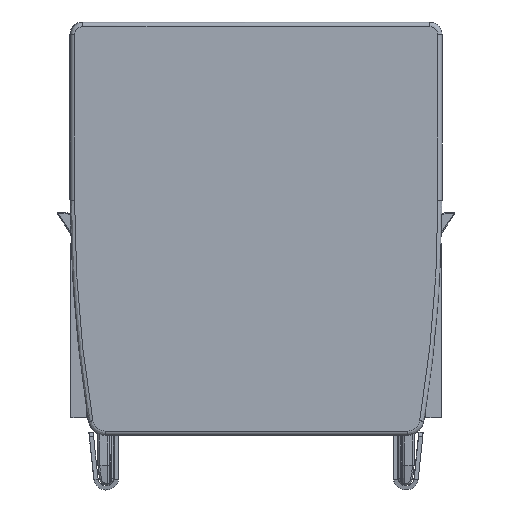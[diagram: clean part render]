
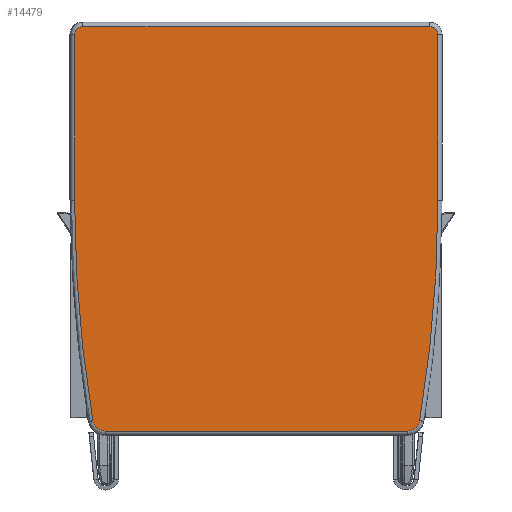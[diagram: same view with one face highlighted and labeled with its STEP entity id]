
A CAD part, left-side view. The second image highlights one B-rep face of the part: STEP entity #14479.
In plain terms, the highlighted planar face has unit normal (-1, -0.004, -0.003).
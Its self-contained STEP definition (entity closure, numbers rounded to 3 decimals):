
#1181=FACE_OUTER_BOUND('',#2026,.T.);
#2026=EDGE_LOOP('',(#11308,#11309,#11310,#11311,#11312,#11313,#11314,#11315,
#11316,#11317));
#2521=CIRCLE('',#15279,163.279);
#2523=CIRCLE('',#15282,1.501);
#2524=CIRCLE('',#15284,1.501);
#2525=CIRCLE('',#15285,163.279);
#2549=CIRCLE('',#15419,1.);
#2550=CIRCLE('',#15420,1.);
#3994=LINE('',#24864,#5009);
#4118=LINE('',#27268,#5133);
#4126=LINE('',#27290,#5141);
#4127=LINE('',#27293,#5142);
#5009=VECTOR('',#17415,1.);
#5133=VECTOR('',#17797,1.);
#5141=VECTOR('',#17817,1.);
#5142=VECTOR('',#17820,1.);
#6130=VERTEX_POINT('',#24818);
#6131=VERTEX_POINT('',#24825);
#6136=VERTEX_POINT('',#24854);
#6137=VERTEX_POINT('',#24863);
#6138=VERTEX_POINT('',#24880);
#6139=VERTEX_POINT('',#24897);
#6274=VERTEX_POINT('',#27261);
#6281=VERTEX_POINT('',#27288);
#6282=VERTEX_POINT('',#27289);
#6283=VERTEX_POINT('',#27291);
#7762=EDGE_CURVE('',#6130,#6131,#2521,.T.);
#7769=EDGE_CURVE('',#6131,#6136,#2523,.T.);
#7771=EDGE_CURVE('',#6136,#6137,#3994,.T.);
#7773=EDGE_CURVE('',#6137,#6138,#2524,.T.);
#7775=EDGE_CURVE('',#6138,#6139,#2525,.T.);
#8046=EDGE_CURVE('',#6274,#6130,#4118,.T.);
#8056=EDGE_CURVE('',#6281,#6282,#4126,.T.);
#8057=EDGE_CURVE('',#6283,#6282,#2549,.T.);
#8058=EDGE_CURVE('',#6283,#6139,#4127,.T.);
#8059=EDGE_CURVE('',#6281,#6274,#2550,.T.);
#11308=ORIENTED_EDGE('',*,*,#8056,.T.);
#11309=ORIENTED_EDGE('',*,*,#8057,.F.);
#11310=ORIENTED_EDGE('',*,*,#8058,.T.);
#11311=ORIENTED_EDGE('',*,*,#7775,.F.);
#11312=ORIENTED_EDGE('',*,*,#7773,.F.);
#11313=ORIENTED_EDGE('',*,*,#7771,.F.);
#11314=ORIENTED_EDGE('',*,*,#7769,.F.);
#11315=ORIENTED_EDGE('',*,*,#7762,.F.);
#11316=ORIENTED_EDGE('',*,*,#8046,.F.);
#11317=ORIENTED_EDGE('',*,*,#8059,.F.);
#13028=PLANE('',#15418);
#14479=ADVANCED_FACE('',(#1181),#13028,.T.);
#15279=AXIS2_PLACEMENT_3D('',#24826,#17401,#17402);
#15282=AXIS2_PLACEMENT_3D('',#24855,#17411,#17412);
#15284=AXIS2_PLACEMENT_3D('',#24881,#17416,#17417);
#15285=AXIS2_PLACEMENT_3D('',#24898,#17418,#17419);
#15418=AXIS2_PLACEMENT_3D('',#27287,#17815,#17816);
#15419=AXIS2_PLACEMENT_3D('',#27292,#17818,#17819);
#15420=AXIS2_PLACEMENT_3D('',#27294,#17821,#17822);
#17401=DIRECTION('center_axis',(1.,0.003,0.003));
#17402=DIRECTION('ref_axis',(0.003,-1.,0.));
#17411=DIRECTION('center_axis',(1.,0.003,0.003));
#17412=DIRECTION('ref_axis',(0.004,-0.986,-0.164));
#17415=DIRECTION('',(-0.003,1.,0.));
#17416=DIRECTION('center_axis',(1.,0.003,0.003));
#17417=DIRECTION('ref_axis',(0.003,0.,-1.));
#17418=DIRECTION('center_axis',(1.,0.003,0.003));
#17419=DIRECTION('ref_axis',(-0.003,0.986,-0.164));
#17797=DIRECTION('',(0.003,0.,-1.));
#17815=DIRECTION('center_axis',(-1.,-0.003,
-0.003));
#17816=DIRECTION('ref_axis',(-0.003,0.,1.));
#17817=DIRECTION('',(-0.003,1.,0.));
#17818=DIRECTION('center_axis',(1.,0.003,0.003));
#17819=DIRECTION('ref_axis',(-0.003,1.,0.));
#17820=DIRECTION('',(0.003,0.,-1.));
#17821=DIRECTION('center_axis',(1.,0.003,0.003));
#17822=DIRECTION('ref_axis',(-0.003,0.,
1.));
#24818=CARTESIAN_POINT('',(-89.776,-22.011,43.425));
#24825=CARTESIAN_POINT('',(-89.708,-19.805,16.705));
#24826=CARTESIAN_POINT('Origin',(-90.346,141.267,43.455));
#24854=CARTESIAN_POINT('',(-89.709,-18.324,15.45));
#24855=CARTESIAN_POINT('Origin',(-89.713,-18.324,16.951));
#24863=CARTESIAN_POINT('',(-89.837,18.302,15.45));
#24864=CARTESIAN_POINT('',(-89.709,-18.324,15.45));
#24880=CARTESIAN_POINT('',(-89.846,19.782,16.705));
#24881=CARTESIAN_POINT('Origin',(-89.841,18.302,16.95));
#24897=CARTESIAN_POINT('',(-89.93,21.989,43.425));
#24898=CARTESIAN_POINT('Origin',(-89.36,-141.289,43.458));
#27261=CARTESIAN_POINT('',(-89.834,-22.011,63.45));
#27268=CARTESIAN_POINT('',(-89.834,-22.011,63.45));
#27287=CARTESIAN_POINT('Origin',(-89.667,-26.411,10.55));
#27288=CARTESIAN_POINT('',(-89.84,-21.011,64.45));
#27289=CARTESIAN_POINT('',(-89.987,20.989,64.45));
#27290=CARTESIAN_POINT('',(-89.84,-21.011,64.45));
#27291=CARTESIAN_POINT('',(-89.987,21.989,63.45));
#27292=CARTESIAN_POINT('Origin',(-89.984,20.989,63.45));
#27293=CARTESIAN_POINT('',(-89.987,21.989,63.45));
#27294=CARTESIAN_POINT('Origin',(-89.837,-21.011,63.45));
